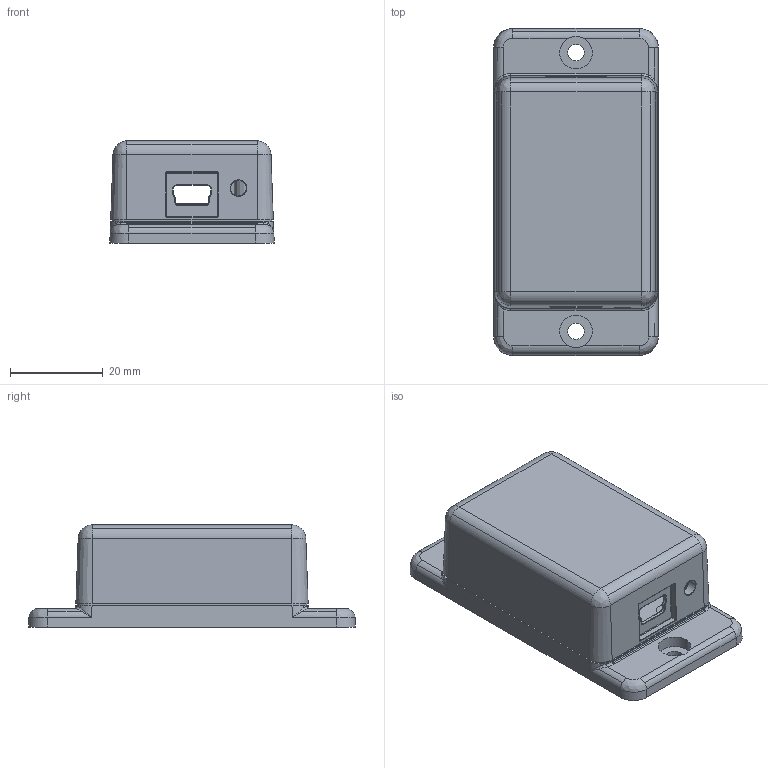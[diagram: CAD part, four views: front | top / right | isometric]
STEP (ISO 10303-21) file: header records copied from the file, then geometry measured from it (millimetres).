
FILE_DESCRIPTION (( 'STEP AP214' ), '1' );
FILE_NAME ('IMU_SHARE v2.STEP', '2021-02-08T15:47:21', ( '' ), ( '' ), 'SwSTEP 2.0', 'SolidWorks 2019', '' );
FILE_SCHEMA (( 'AUTOMOTIVE_DESIGN' ));
Length unit declared in the file: metre
Products named in the file (1): IMU_SHARE v2
Bounding box: 35.4 x 70.4 x 22 mm (x, y, z)
Volume: 15986.9 mm3; surface area: 15602 mm2
Topology: 1 solids, 3 shells, 705 faces, 1841 edges, 1146 vertices
Faces by surface type: cylinder 292, plane 179, cone 80, torus 66, bspline 60, sphere 28
Entity records: 32156 total; most frequent: CARTESIAN_POINT 7687, ORIENTED_EDGE 3652, DIRECTION 3432, EDGE_CURVE 1826, AXIS2_PLACEMENT_3D 1350, VERTEX_POINT 1146, EDGE_LOOP 736, LINE 732
